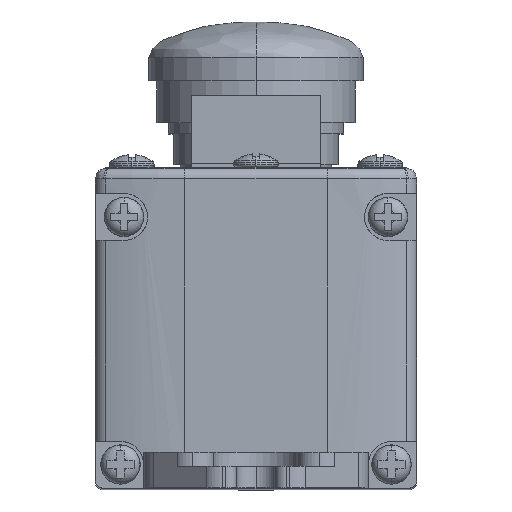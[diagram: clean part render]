
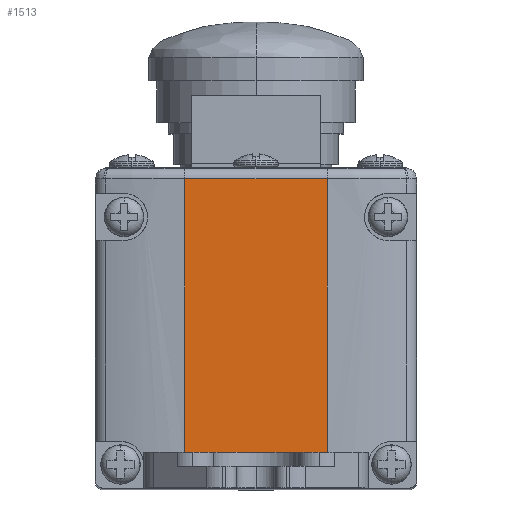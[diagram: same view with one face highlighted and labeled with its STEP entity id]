
A CAD part, top view. The second image highlights one B-rep face of the part: STEP entity #1513.
In plain terms, the highlighted planar face has unit normal (0, 0, 1).
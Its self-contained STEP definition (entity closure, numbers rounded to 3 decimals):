
#1513 = ADVANCED_FACE ( 'NONE', ( #15469 ), #15470, .T. ) ;
#1783 = ORIENTED_EDGE ( 'NONE', *, *, #21368, .F. ) ;
#1784 = ORIENTED_EDGE ( 'NONE', *, *, #21369, .T. ) ;
#1785 = ORIENTED_EDGE ( 'NONE', *, *, #21370, .T. ) ;
#1786 = ORIENTED_EDGE ( 'NONE', *, *, #19482, .T. ) ;
#2966 = CARTESIAN_POINT ( 'NONE',  ( 22.5, 43.349, 71. ) ) ;
#2974 = LINE ( 'NONE', #2966, #19382 ) ;
#2979 = DIRECTION ( 'NONE',  ( -1., 0., 0. ) ) ;
#7879 = CARTESIAN_POINT ( 'NONE',  ( -10., 0., 71. ) ) ;
#7880 = LINE ( 'NONE', #7879, #17356 ) ;
#7900 = DIRECTION ( 'NONE',  ( 0., 1., 0. ) ) ;
#7901 = LINE ( 'NONE', #7902, #17359 ) ;
#7902 = CARTESIAN_POINT ( 'NONE',  ( 22.5, 5., 71. ) ) ;
#7903 = DIRECTION ( 'NONE',  ( 1., 0., 0. ) ) ;
#7904 = LINE ( 'NONE', #7905, #17360 ) ;
#7905 = CARTESIAN_POINT ( 'NONE',  ( 10., 0., 71. ) ) ;
#7906 = DIRECTION ( 'NONE',  ( 0., 1., 0. ) ) ;
#10054 = VERTEX_POINT ( 'NONE', #15700 ) ;
#10105 = VERTEX_POINT ( 'NONE', #15749 ) ;
#10106 = VERTEX_POINT ( 'NONE', #15750 ) ;
#10228 = VERTEX_POINT ( 'NONE', #15872 ) ;
#15466 = CARTESIAN_POINT ( 'NONE',  ( 22.5, 45., 71. ) ) ;
#15469 = FACE_OUTER_BOUND ( 'NONE', #21597, .T. ) ;
#15470 = PLANE ( 'NONE',  #17650 ) ;
#15473 = DIRECTION ( 'NONE',  ( 0., 0., 1. ) ) ;
#15474 = DIRECTION ( 'NONE',  ( 1., 0., 0. ) ) ;
#15700 = CARTESIAN_POINT ( 'NONE',  ( -10., 43.349, 71. ) ) ;
#15749 = CARTESIAN_POINT ( 'NONE',  ( 10., 43.349, 71. ) ) ;
#15750 = CARTESIAN_POINT ( 'NONE',  ( -10., 5., 71. ) ) ;
#15872 = CARTESIAN_POINT ( 'NONE',  ( 10., 5., 71. ) ) ;
#17356 = VECTOR ( 'NONE', #7900, 1000. ) ;
#17359 = VECTOR ( 'NONE', #7903, 1000. ) ;
#17360 = VECTOR ( 'NONE', #7906, 1000. ) ;
#17650 = AXIS2_PLACEMENT_3D ( 'NONE', #15466, #15473, #15474 ) ;
#19382 = VECTOR ( 'NONE', #2979, 1000. ) ;
#19482 = EDGE_CURVE ( 'NONE', #10105, #10054, #2974, .T. ) ;
#21368 = EDGE_CURVE ( 'NONE', #10106, #10054, #7880, .T. ) ;
#21369 = EDGE_CURVE ( 'NONE', #10106, #10228, #7901, .T. ) ;
#21370 = EDGE_CURVE ( 'NONE', #10228, #10105, #7904, .T. ) ;
#21597 = EDGE_LOOP ( 'NONE', ( #1783, #1784, #1785, #1786 ) ) ;
